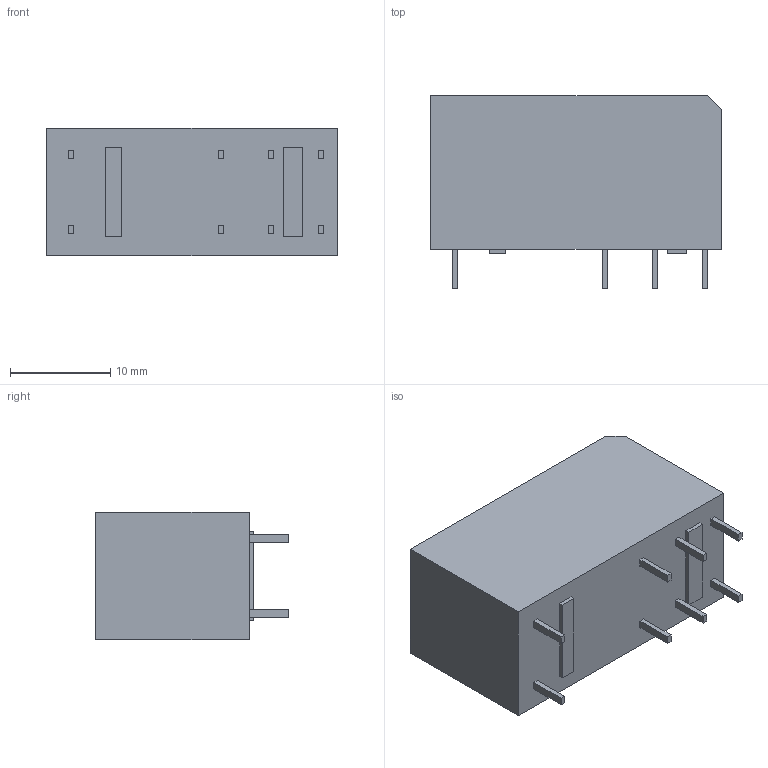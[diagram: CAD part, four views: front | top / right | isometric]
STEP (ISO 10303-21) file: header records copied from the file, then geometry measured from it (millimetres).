
FILE_DESCRIPTION (( 'STEP AP203' ), '1' );
FILE_NAME ('G2RL_1_E.step', '2013-07-18T12:31:25', ( 'OSMC1.0 TAKUMI' ), ( 'TAKUMI-Engniaring' ), 'SwSTEP 2.0', 'SolidWorks 2002025', '' );
FILE_SCHEMA (( 'CONFIG_CONTROL_DESIGN' ));
Length unit declared in the file: millimetre
Products named in the file (1): G2RL_1_E
Bounding box: 29 x 19.2 x 12.7 mm (x, y, z)
Volume: 5638.7 mm3; surface area: 2105.4 mm2
Topology: 1 solids, 1 shells, 68 faces, 159 edges, 106 vertices
Faces by surface type: plane 64, cylinder 4
Entity records: 1988 total; most frequent: CARTESIAN_POINT 334, ORIENTED_EDGE 318, DIRECTION 305, EDGE_CURVE 159, LINE 151, VECTOR 151, VERTEX_POINT 106, EDGE_LOOP 81
